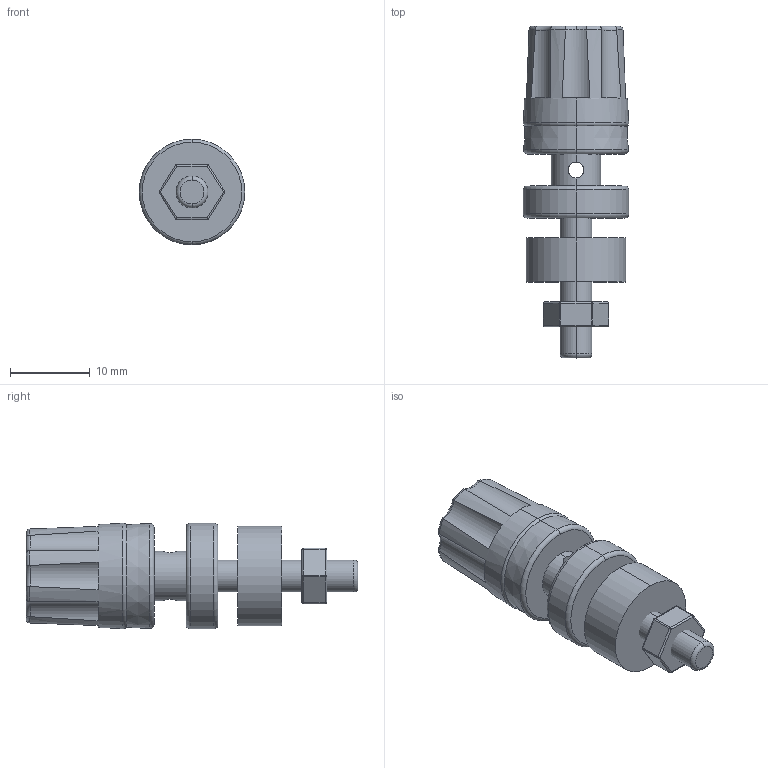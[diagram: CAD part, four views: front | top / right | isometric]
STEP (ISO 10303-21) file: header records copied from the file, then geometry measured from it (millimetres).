
FILE_DESCRIPTION (( 'STEP AP214' ), '1' );
FILE_NAME ('INGUN_8847.STEP', '2025-03-06T14:33:05', ( '' ), ( '' ), 'SwSTEP 2.0', 'SolidWorks 2023', '' );
FILE_SCHEMA (( 'AUTOMOTIVE_DESIGN' ));
Length unit declared in the file: millimetre
Products named in the file (1): INGUN_8847
Bounding box: 13.2 x 41.5 x 13.2 mm (x, y, z)
Volume: 3093.6 mm3; surface area: 2612.3 mm2
Topology: 3 solids, 3 shells, 116 faces, 286 edges, 166 vertices
Faces by surface type: cylinder 43, torus 29, plane 26, sphere 12, cone 6
Entity records: 4158 total; most frequent: CARTESIAN_POINT 877, DIRECTION 591, ORIENTED_EDGE 548, EDGE_CURVE 274, AXIS2_PLACEMENT_3D 264, VERTEX_POINT 166, CIRCLE 147, EDGE_LOOP 122
